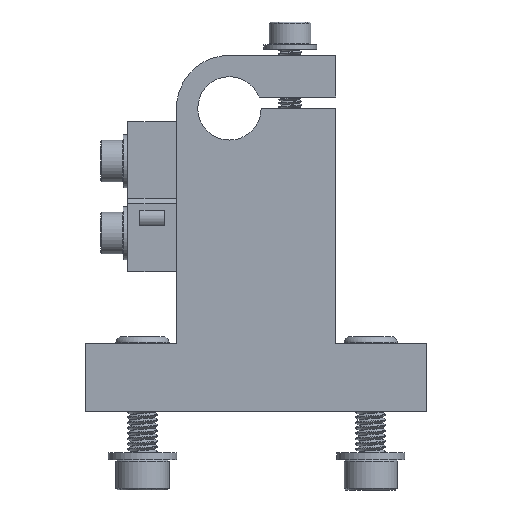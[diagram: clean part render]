
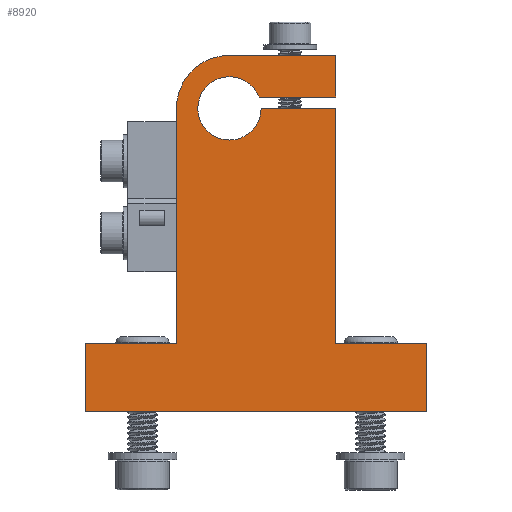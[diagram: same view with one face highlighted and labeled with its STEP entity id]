
A CAD part, left-side view. The second image highlights one B-rep face of the part: STEP entity #8920.
In plain terms, the highlighted planar face has unit normal (-1, 0, 0).
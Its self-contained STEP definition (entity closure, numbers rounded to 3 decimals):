
#490=PLANE('',#9796);
#1412=LINE('',#29593,#2018);
#1415=LINE('',#29599,#2021);
#1438=LINE('',#29650,#2044);
#1448=LINE('',#29674,#2054);
#1450=LINE('',#29677,#2056);
#1460=LINE('',#29698,#2066);
#1542=LINE('',#29862,#2148);
#1553=LINE('',#29883,#2159);
#1561=LINE('',#29900,#2167);
#1618=LINE('',#30014,#2224);
#1619=LINE('',#30016,#2225);
#2018=VECTOR('',#11533,1.);
#2021=VECTOR('',#11538,1.);
#2044=VECTOR('',#11581,1.);
#2054=VECTOR('',#11603,1.);
#2056=VECTOR('',#11607,1.);
#2066=VECTOR('',#11619,1.);
#2148=VECTOR('',#11757,1.);
#2159=VECTOR('',#11770,1.);
#2167=VECTOR('',#11780,1.);
#2224=VECTOR('',#11885,1.);
#2225=VECTOR('',#11888,1.);
#2926=FACE_OUTER_BOUND('',#3449,.T.);
#3449=EDGE_LOOP('',(#8351,#8352,#8353,#8354,#8355,#8356,#8357,#8358,#8359,
#8360,#8361,#8362,#8363));
#3699=CIRCLE('',#9731,7.);
#3701=CIRCLE('',#9737,4.178);
#4388=VERTEX_POINT('',#29586);
#4391=VERTEX_POINT('',#29591);
#4393=VERTEX_POINT('',#29597);
#4410=VERTEX_POINT('',#29645);
#4411=VERTEX_POINT('',#29649);
#4414=VERTEX_POINT('',#29661);
#4417=VERTEX_POINT('',#29668);
#4419=VERTEX_POINT('',#29672);
#4428=VERTEX_POINT('',#29695);
#4483=VERTEX_POINT('',#29861);
#4492=VERTEX_POINT('',#29881);
#4499=VERTEX_POINT('',#29897);
#4532=VERTEX_POINT('',#30010);
#5604=EDGE_CURVE('',#4388,#4391,#1412,.T.);
#5607=EDGE_CURVE('',#4391,#4393,#1415,.T.);
#5631=EDGE_CURVE('',#4410,#4393,#3699,.T.);
#5632=EDGE_CURVE('',#4388,#4411,#1438,.T.);
#5640=EDGE_CURVE('',#4414,#4411,#3701,.T.);
#5644=EDGE_CURVE('',#4417,#4419,#1448,.T.);
#5646=EDGE_CURVE('',#4419,#4414,#1450,.T.);
#5656=EDGE_CURVE('',#4428,#4410,#1460,.T.);
#5738=EDGE_CURVE('',#4483,#4417,#1542,.T.);
#5749=EDGE_CURVE('',#4428,#4492,#1553,.T.);
#5757=EDGE_CURVE('',#4499,#4492,#1561,.T.);
#5814=EDGE_CURVE('',#4532,#4483,#1618,.T.);
#5815=EDGE_CURVE('',#4532,#4499,#1619,.T.);
#8351=ORIENTED_EDGE('',*,*,#5814,.T.);
#8352=ORIENTED_EDGE('',*,*,#5738,.T.);
#8353=ORIENTED_EDGE('',*,*,#5644,.T.);
#8354=ORIENTED_EDGE('',*,*,#5646,.T.);
#8355=ORIENTED_EDGE('',*,*,#5640,.T.);
#8356=ORIENTED_EDGE('',*,*,#5632,.F.);
#8357=ORIENTED_EDGE('',*,*,#5604,.T.);
#8358=ORIENTED_EDGE('',*,*,#5607,.T.);
#8359=ORIENTED_EDGE('',*,*,#5631,.F.);
#8360=ORIENTED_EDGE('',*,*,#5656,.F.);
#8361=ORIENTED_EDGE('',*,*,#5749,.T.);
#8362=ORIENTED_EDGE('',*,*,#5757,.F.);
#8363=ORIENTED_EDGE('',*,*,#5815,.F.);
#8920=ADVANCED_FACE('',(#2926),#490,.F.);
#9731=AXIS2_PLACEMENT_3D('',#29647,#11577,#11578);
#9737=AXIS2_PLACEMENT_3D('',#29665,#11596,#11597);
#9796=AXIS2_PLACEMENT_3D('',#30036,#11899,#11900);
#11533=DIRECTION('',(0.,0.,1.));
#11538=DIRECTION('',(0.,1.,0.));
#11577=DIRECTION('center_axis',(1.,0.,0.));
#11578=DIRECTION('ref_axis',(0.,1.,0.));
#11581=DIRECTION('',(0.,1.,0.));
#11596=DIRECTION('center_axis',(1.,0.,0.));
#11597=DIRECTION('ref_axis',(0.,1.,0.));
#11603=DIRECTION('',(0.,0.,1.));
#11607=DIRECTION('',(0.,1.,0.));
#11619=DIRECTION('',(0.,0.,1.));
#11757=DIRECTION('',(0.,1.,0.));
#11770=DIRECTION('',(0.,1.,0.));
#11780=DIRECTION('',(0.,0.,1.));
#11885=DIRECTION('',(0.,0.,1.));
#11888=DIRECTION('',(0.,1.,0.));
#11899=DIRECTION('center_axis',(1.,0.,0.));
#11900=DIRECTION('ref_axis',(0.,1.,0.));
#29586=CARTESIAN_POINT('',(-6.5,-14.,41.5));
#29591=CARTESIAN_POINT('',(-6.5,-14.,47.));
#29593=CARTESIAN_POINT('',(-6.5,-14.,40.));
#29597=CARTESIAN_POINT('',(-6.5,0.,47.));
#29599=CARTESIAN_POINT('',(-6.5,-14.,47.));
#29645=CARTESIAN_POINT('',(-6.5,7.,40.));
#29647=CARTESIAN_POINT('Origin',(-6.5,0.,40.));
#29649=CARTESIAN_POINT('',(-6.5,-3.9,41.5));
#29650=CARTESIAN_POINT('',(-6.5,-22.5,41.5));
#29661=CARTESIAN_POINT('',(-6.5,-4.178,40.));
#29665=CARTESIAN_POINT('Origin',(-6.5,0.,40.));
#29668=CARTESIAN_POINT('',(-6.5,-14.,9.));
#29672=CARTESIAN_POINT('',(-6.5,-14.,40.));
#29674=CARTESIAN_POINT('',(-6.5,-14.,0.));
#29677=CARTESIAN_POINT('',(-6.5,-22.5,40.));
#29695=CARTESIAN_POINT('',(-6.5,7.,9.));
#29698=CARTESIAN_POINT('',(-6.5,7.,0.));
#29861=CARTESIAN_POINT('',(-6.5,-26.,9.));
#29862=CARTESIAN_POINT('',(-6.5,-26.,9.));
#29881=CARTESIAN_POINT('',(-6.5,19.,9.));
#29883=CARTESIAN_POINT('',(-6.5,-26.,9.));
#29897=CARTESIAN_POINT('',(-6.5,19.,0.));
#29900=CARTESIAN_POINT('',(-6.5,19.,0.));
#30010=CARTESIAN_POINT('',(-6.5,-26.,0.));
#30014=CARTESIAN_POINT('',(-6.5,-26.,0.));
#30016=CARTESIAN_POINT('',(-6.5,-26.,0.));
#30036=CARTESIAN_POINT('Origin',(-6.5,-26.,0.));
